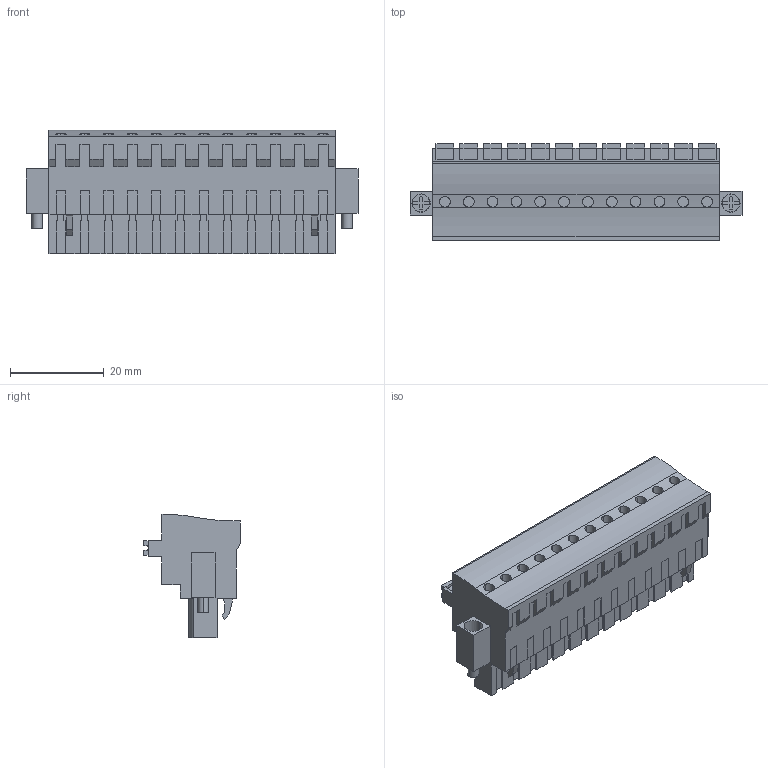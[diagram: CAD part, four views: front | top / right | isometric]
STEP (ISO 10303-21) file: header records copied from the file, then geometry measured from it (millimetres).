
FILE_DESCRIPTION(('CATIA V5 STEP Exchange','CAx-IF Rec.Pracs.--- Model Styling and Organization---1.2---2011-12-15'),'2;1');
FILE_NAME ('D1461147_0_1982220000_1982220000.stp','2017-10-30T15:16:00+00:00',('none'),('Weidmueller'),'CATIA Version 5-6 Release 2014','CATIA V5 STEP AP214','none');
FILE_SCHEMA(('AUTOMOTIVE_DESIGN { 1 0 10303 214 1 1 1 1 }'));
Length unit declared in the file: millimetre
Products named in the file (1): 1982220000
Bounding box: 70.76 x 20.64 x 26.24 mm (x, y, z)
Volume: 18408.6 mm3; surface area: 9490.6 mm2
Topology: 15 solids, 15 shells, 890 faces, 2461 edges, 1657 vertices
Faces by surface type: plane 747, cylinder 143
Entity records: 25781 total; most frequent: ORIENTED_EDGE 4922, CARTESIAN_POINT 4755, DIRECTION 3325, EDGE_CURVE 2461, VECTOR 2167, LINE 2167, VERTEX_POINT 1657, EDGE_LOOP 950
